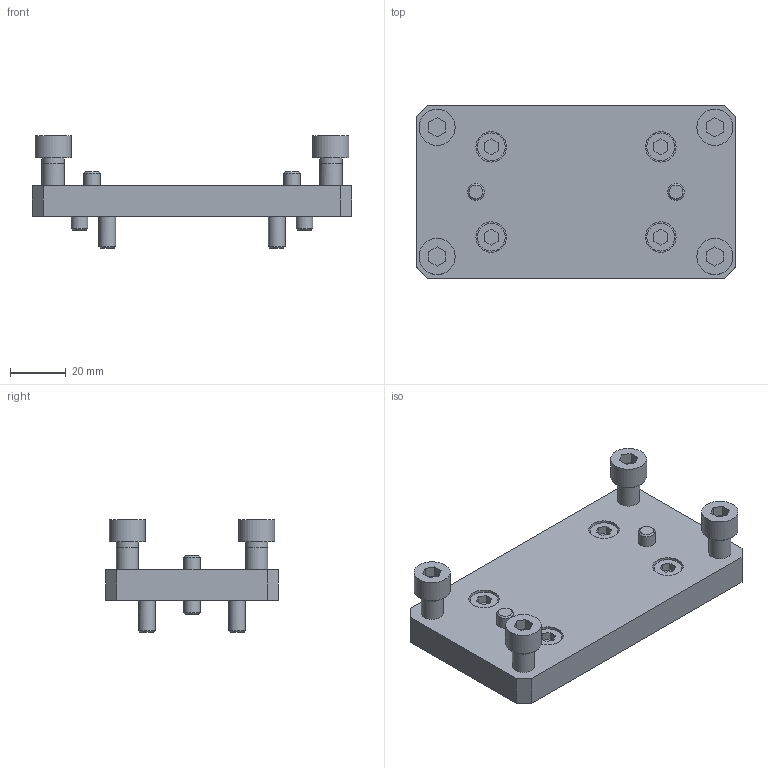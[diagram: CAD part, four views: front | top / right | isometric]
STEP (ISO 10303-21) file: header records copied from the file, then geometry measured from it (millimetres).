
FILE_DESCRIPTION( ( 'STEP AP214' ), '1' );
FILE_NAME( '5130226.step', '2006-07-11T15:13:39', ( ' ' ), ( ' ' ), 'XStep 1.0', ' ', ' ' );
FILE_SCHEMA( ( 'automotive_design' ) );
Length unit declared in the file: metre
Products named in the file (1): 1
Bounding box: 115 x 62 x 40.5 mm (x, y, z)
Volume: 84592.2 mm3; surface area: 25108.7 mm2
Topology: 1 solids, 1 shells, 150 faces, 324 edges, 216 vertices
Faces by surface type: plane 98, cylinder 40, cone 12
Full cylindrical faces by diameter (mm): 6 x12, 6.5 x4, 6.647 x4, 8 x8, 10 x4, 11 x4, 13 x4
Entity records: 5088 total; most frequent: CARTESIAN_POINT 863, DIRECTION 622, ORIENTED_EDGE 504, EDGE_CURVE 252, EDGE_LOOP 242, AXIS2_PLACEMENT_3D 227, VERTEX_POINT 196, FACE_OUTER_BOUND 190
